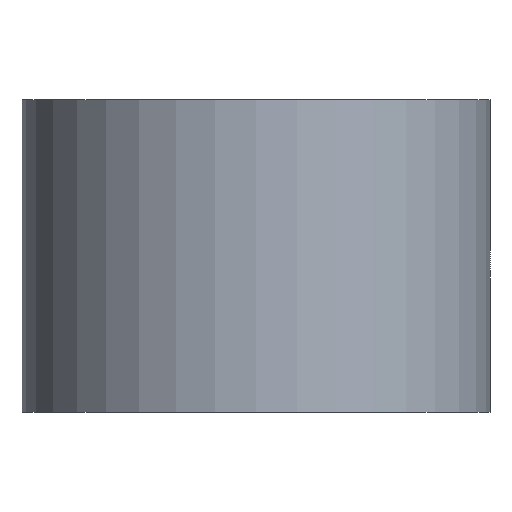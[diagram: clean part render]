
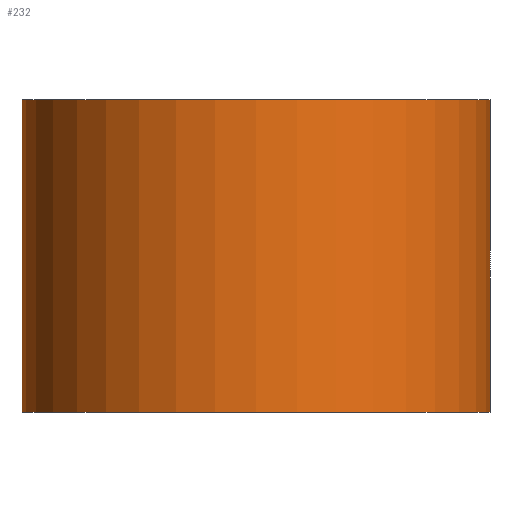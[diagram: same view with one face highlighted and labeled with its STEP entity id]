
A CAD part, front view. The second image highlights one B-rep face of the part: STEP entity #232.
In plain terms, the highlighted cylindrical face has radius 2.381 mm (diameter 4.762 mm), a partial arc.
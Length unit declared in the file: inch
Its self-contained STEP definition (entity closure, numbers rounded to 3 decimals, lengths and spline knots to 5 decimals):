
#2 = ORIENTED_EDGE ( 'NONE', *, *, #113, .T. ) ;
#16 = EDGE_LOOP ( 'NONE', ( #137, #170, #111, #2 ) ) ;
#18 = FACE_OUTER_BOUND ( 'NONE', #16, .T. ) ;
#23 = CARTESIAN_POINT ( 'NONE',  ( 0., 0., 0.0625 ) ) ;
#26 = AXIS2_PLACEMENT_3D ( 'NONE', #133, #246, #43 ) ;
#43 = DIRECTION ( 'NONE',  ( -1., 0., 0. ) ) ;
#48 = CYLINDRICAL_SURFACE ( 'NONE', #26, 0.09375 ) ;
#52 = VERTEX_POINT ( 'NONE', #131 ) ;
#55 = EDGE_CURVE ( 'NONE', #57, #168, #119, .T. ) ;
#57 = VERTEX_POINT ( 'NONE', #130 ) ;
#60 = LINE ( 'NONE', #188, #230 ) ;
#61 = EDGE_CURVE ( 'NONE', #57, #156, #109, .T. ) ;
#62 = DIRECTION ( 'NONE',  ( 0., 0., -1. ) ) ;
#80 = DIRECTION ( 'NONE',  ( 1., 0., 0. ) ) ;
#84 = CARTESIAN_POINT ( 'NONE',  ( 0.09375, 0., 0.0625 ) ) ;
#107 = AXIS2_PLACEMENT_3D ( 'NONE', #23, #203, #208 ) ;
#109 = CIRCLE ( 'NONE', #107, 0.09375 ) ;
#111 = ORIENTED_EDGE ( 'NONE', *, *, #55, .T. ) ;
#113 = EDGE_CURVE ( 'NONE', #168, #52, #219, .T. ) ;
#119 = LINE ( 'NONE', #148, #184 ) ;
#125 = CARTESIAN_POINT ( 'NONE',  ( -0.09375, 0., -0.0625 ) ) ;
#130 = CARTESIAN_POINT ( 'NONE',  ( -0.09375, 0., 0.0625 ) ) ;
#131 = CARTESIAN_POINT ( 'NONE',  ( 0.09375, 0., -0.0625 ) ) ;
#133 = CARTESIAN_POINT ( 'NONE',  ( 0., 0., 0.0625 ) ) ;
#137 = ORIENTED_EDGE ( 'NONE', *, *, #141, .F. ) ;
#141 = EDGE_CURVE ( 'NONE', #156, #52, #60, .T. ) ;
#147 = DIRECTION ( 'NONE',  ( 0., 0., 1. ) ) ;
#148 = CARTESIAN_POINT ( 'NONE',  ( -0.09375, 0., 0.0625 ) ) ;
#156 = VERTEX_POINT ( 'NONE', #84 ) ;
#168 = VERTEX_POINT ( 'NONE', #125 ) ;
#170 = ORIENTED_EDGE ( 'NONE', *, *, #61, .F. ) ;
#174 = DIRECTION ( 'NONE',  ( 0., 0., -1. ) ) ;
#184 = VECTOR ( 'NONE', #62, 39.37008 ) ;
#188 = CARTESIAN_POINT ( 'NONE',  ( 0.09375, 0., 0.0625 ) ) ;
#203 = DIRECTION ( 'NONE',  ( 0., 0., 1. ) ) ;
#208 = DIRECTION ( 'NONE',  ( 1., 0., 0. ) ) ;
#219 = CIRCLE ( 'NONE', #249, 0.09375 ) ;
#227 = CARTESIAN_POINT ( 'NONE',  ( 0., 0., -0.0625 ) ) ;
#230 = VECTOR ( 'NONE', #174, 39.37008 ) ;
#232 = ADVANCED_FACE ( 'NONE', ( #18 ), #48, .T. ) ;
#246 = DIRECTION ( 'NONE',  ( 0., 0., -1. ) ) ;
#249 = AXIS2_PLACEMENT_3D ( 'NONE', #227, #147, #80 ) ;
